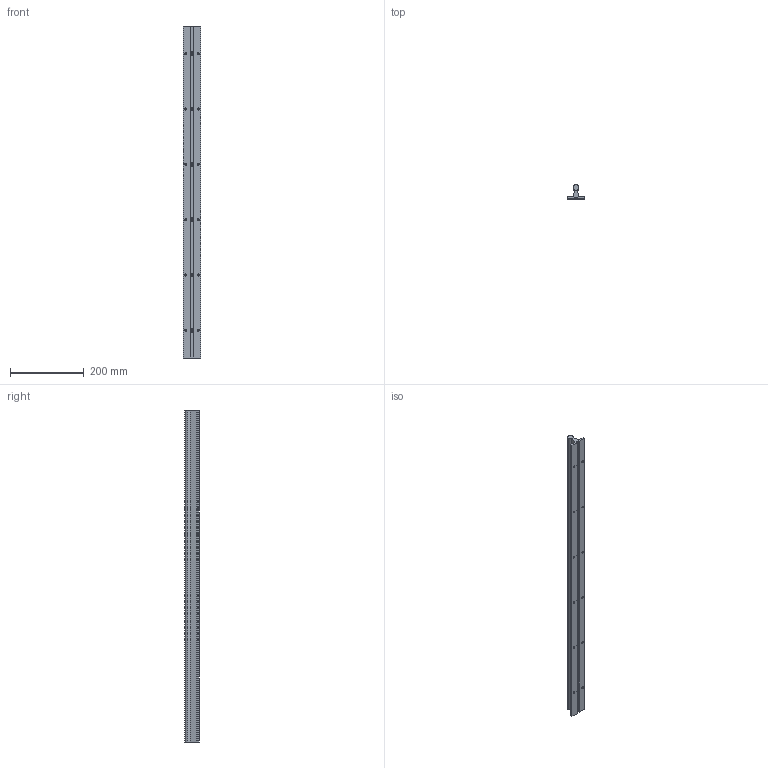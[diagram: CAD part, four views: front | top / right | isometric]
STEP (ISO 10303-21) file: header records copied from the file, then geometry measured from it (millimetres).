
FILE_DESCRIPTION (( 'STEP AP214' ), '1' );
FILE_NAME ('ShaftRailAssembly_ECCDD6CF9B.step', '2023-01-09T15:43:14', ( '' ), ( '' ), 'SwSTEP 2.0', 'SolidWorks 2019', '' );
FILE_SCHEMA (( 'AUTOMOTIVE_DESIGN' ));
Length unit declared in the file: inch
Products named in the file (3): ShaftRailAssembly_ECCDD6CF9B; ORulmgisZq_CADModel_0
Assembly tree (1 placements, depth 2):
  ShaftRailAssembly_ECCDD6CF9B
    ORulmgisZq_CADModel_0
  ORulmgisZq_CADModel_0
Bounding box: 48 x 38 x 900 mm (x, y, z)
Volume: 562432.8 mm3; surface area: 178617.1 mm2
Topology: 8 solids, 8 shells, 317 faces, 735 edges, 440 vertices
Faces by surface type: cylinder 116, plane 111, cone 90
Entity records: 14016 total; most frequent: CARTESIAN_POINT 2499, DIRECTION 1563, ORIENTED_EDGE 1446, EDGE_CURVE 723, AXIS2_PLACEMENT_3D 608, VERTEX_POINT 440, EDGE_LOOP 371, VECTOR 347
